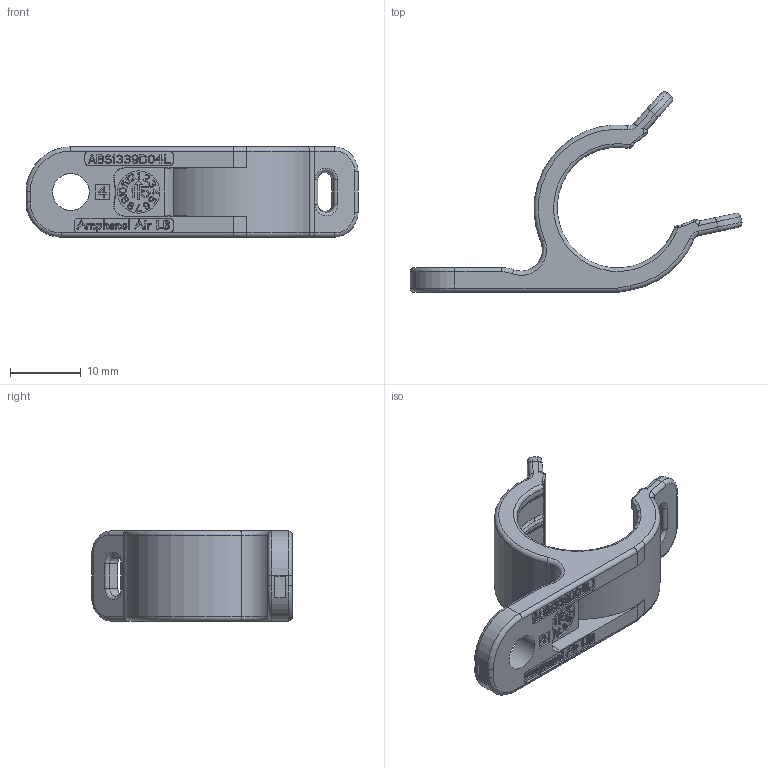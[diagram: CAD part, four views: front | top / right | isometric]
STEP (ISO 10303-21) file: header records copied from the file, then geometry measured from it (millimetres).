
FILE_DESCRIPTION((''),'2;1');
FILE_NAME('35068024539SCC','2020-07-02T',('presta_be4'),(''),'CREO PARAMETRIC BY PTC INC, 2018360','CREO PARAMETRIC BY PTC INC, 2018360','');
FILE_SCHEMA(('CONFIG_CONTROL_DESIGN'));
Length unit declared in the file: millimetre
Products named in the file (1): 35068024539SCC
Bounding box: 47.02 x 28.43 x 12.8 mm (x, y, z)
Volume: 2882.5 mm3; surface area: 2786.1 mm2
Topology: 1 solids, 1 shells, 1409 faces, 3930 edges, 2592 vertices
Faces by surface type: plane 1069, extrusion 204, cylinder 72, torus 35, bspline 24, cone 5
Entity records: 51918 total; most frequent: CARTESIAN_POINT 16568, ORIENTED_EDGE 7860, DIRECTION 6189, EDGE_CURVE 3930, VECTOR 3481, LINE 3277, VERTEX_POINT 2592, EDGE_LOOP 1484
